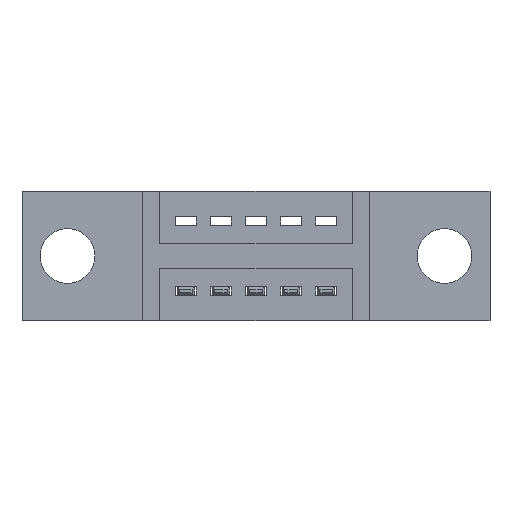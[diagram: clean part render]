
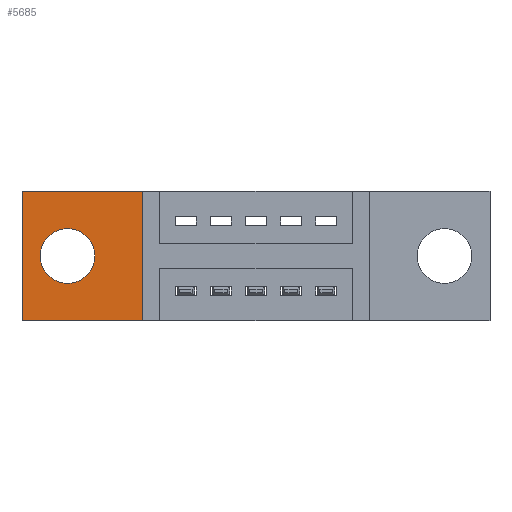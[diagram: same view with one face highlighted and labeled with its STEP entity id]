
A CAD part, front view. The second image highlights one B-rep face of the part: STEP entity #5685.
In plain terms, the highlighted planar face has unit normal (0, -1, 0).
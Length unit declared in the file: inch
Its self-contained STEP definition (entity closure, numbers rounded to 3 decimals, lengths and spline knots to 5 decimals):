
#65 = EDGE_CURVE ( 'NONE', #3860, #4554, #127, .T. ) ;
#127 = LINE ( 'NONE', #5373, #7037 ) ;
#151 = DIRECTION ( 'NONE',  ( 0., 0., -1. ) ) ;
#500 = CARTESIAN_POINT ( 'NONE',  ( 0., 0.11, 0. ) ) ;
#505 = CARTESIAN_POINT ( 'NONE',  ( 0., 0.11, -0.37 ) ) ;
#596 = LINE ( 'NONE', #500, #5605 ) ;
#603 = AXIS2_PLACEMENT_3D ( 'NONE', #6050, #3469, #151 ) ;
#622 = CARTESIAN_POINT ( 'NONE',  ( 0., 0.11, 0. ) ) ;
#850 = DIRECTION ( 'NONE',  ( 1., 0., 0. ) ) ;
#1121 = VERTEX_POINT ( 'NONE', #4046 ) ;
#1244 = CARTESIAN_POINT ( 'NONE',  ( 0., 0.11, -0.37 ) ) ;
#1378 = VERTEX_POINT ( 'NONE', #4953 ) ;
#1456 = VERTEX_POINT ( 'NONE', #505 ) ;
#1708 = FACE_BOUND ( 'NONE', #6191, .T. ) ;
#1807 = EDGE_CURVE ( 'NONE', #1121, #1378, #2413, .T. ) ;
#1846 = ORIENTED_EDGE ( 'NONE', *, *, #5190, .F. ) ;
#1982 = ORIENTED_EDGE ( 'NONE', *, *, #5764, .T. ) ;
#2214 = CARTESIAN_POINT ( 'NONE',  ( 0.3425, 0.11, -0.37 ) ) ;
#2284 = VECTOR ( 'NONE', #850, 39.37008 ) ;
#2413 = CIRCLE ( 'NONE', #2483, 0.078 ) ;
#2483 = AXIS2_PLACEMENT_3D ( 'NONE', #5594, #4824, #7526 ) ;
#2664 = VERTEX_POINT ( 'NONE', #622 ) ;
#2968 = EDGE_CURVE ( 'NONE', #2664, #1456, #596, .T. ) ;
#3170 = DIRECTION ( 'NONE',  ( 0., 0., -1. ) ) ;
#3289 = FACE_OUTER_BOUND ( 'NONE', #6344, .T. ) ;
#3469 = DIRECTION ( 'NONE',  ( 0., -1., 0. ) ) ;
#3741 = EDGE_CURVE ( 'NONE', #1456, #3860, #4044, .T. ) ;
#3828 = CARTESIAN_POINT ( 'NONE',  ( 0.3425, 0.11, 0. ) ) ;
#3860 = VERTEX_POINT ( 'NONE', #2214 ) ;
#4044 = LINE ( 'NONE', #4129, #2284 ) ;
#4046 = CARTESIAN_POINT ( 'NONE',  ( 0.13, 0.11, -0.263 ) ) ;
#4129 = CARTESIAN_POINT ( 'NONE',  ( 0., 0.11, -0.37 ) ) ;
#4554 = VERTEX_POINT ( 'NONE', #3828 ) ;
#4725 = DIRECTION ( 'NONE',  ( 0., 0., 1. ) ) ;
#4824 = DIRECTION ( 'NONE',  ( 0., -1., 0. ) ) ;
#4953 = CARTESIAN_POINT ( 'NONE',  ( 0.13, 0.11, -0.107 ) ) ;
#5190 = EDGE_CURVE ( 'NONE', #1378, #1121, #5760, .T. ) ;
#5199 = AXIS2_PLACEMENT_3D ( 'NONE', #1244, #7245, #7994 ) ;
#5373 = CARTESIAN_POINT ( 'NONE',  ( 0.3425, 0.11, 0. ) ) ;
#5594 = CARTESIAN_POINT ( 'NONE',  ( 0.13, 0.11, -0.185 ) ) ;
#5605 = VECTOR ( 'NONE', #3170, 39.37008 ) ;
#5677 = ORIENTED_EDGE ( 'NONE', *, *, #2968, .T. ) ;
#5685 = ADVANCED_FACE ( 'NONE', ( #1708, #3289 ), #7307, .T. ) ;
#5752 = VECTOR ( 'NONE', #6109, 39.37008 ) ;
#5760 = CIRCLE ( 'NONE', #603, 0.078 ) ;
#5764 = EDGE_CURVE ( 'NONE', #4554, #2664, #6599, .T. ) ;
#6050 = CARTESIAN_POINT ( 'NONE',  ( 0.13, 0.11, -0.185 ) ) ;
#6109 = DIRECTION ( 'NONE',  ( -1., 0., 0. ) ) ;
#6191 = EDGE_LOOP ( 'NONE', ( #1846, #7884 ) ) ;
#6344 = EDGE_LOOP ( 'NONE', ( #5677, #8288, #7846, #1982 ) ) ;
#6599 = LINE ( 'NONE', #7448, #5752 ) ;
#7037 = VECTOR ( 'NONE', #4725, 39.37008 ) ;
#7245 = DIRECTION ( 'NONE',  ( 0., -1., 0. ) ) ;
#7307 = PLANE ( 'NONE',  #5199 ) ;
#7448 = CARTESIAN_POINT ( 'NONE',  ( 0., 0.11, 0. ) ) ;
#7526 = DIRECTION ( 'NONE',  ( 0., 0., -1. ) ) ;
#7846 = ORIENTED_EDGE ( 'NONE', *, *, #65, .T. ) ;
#7884 = ORIENTED_EDGE ( 'NONE', *, *, #1807, .F. ) ;
#7994 = DIRECTION ( 'NONE',  ( 0., 0., -1. ) ) ;
#8288 = ORIENTED_EDGE ( 'NONE', *, *, #3741, .T. ) ;
